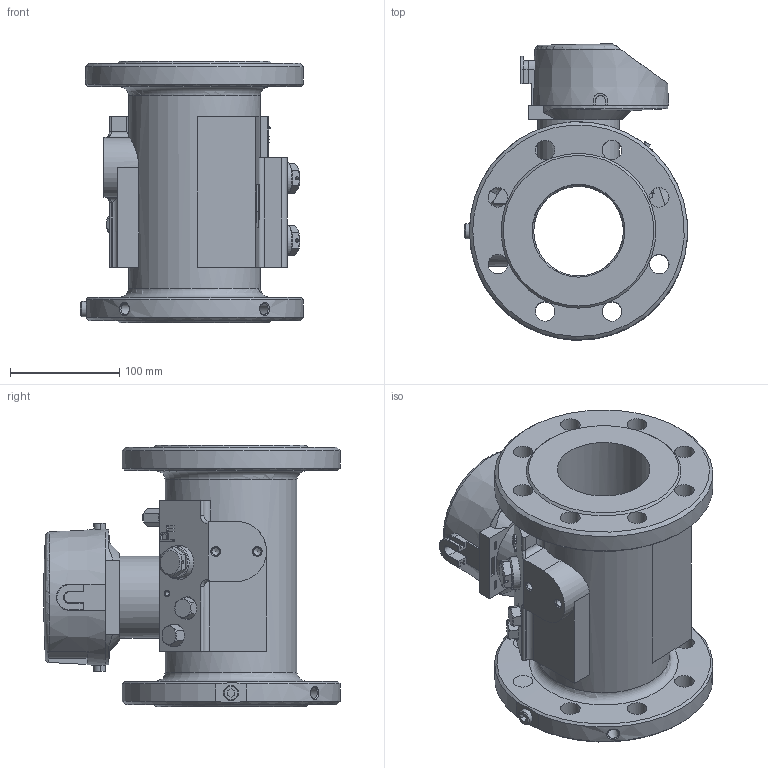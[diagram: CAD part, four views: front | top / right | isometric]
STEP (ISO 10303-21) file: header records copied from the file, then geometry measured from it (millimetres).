
FILE_DESCRIPTION(('STEP AP203'), '1');
FILE_NAME(' TRZ DN80 ñëåâà-íàïðàâî', '2014-08-08T08:41:53', (' '), (''), 'ASCON STEP Converter 1.3', 'ASCON Math Kernel', '');
FILE_SCHEMA(('CONFIG_CONTROL_DESIGN'));
Length unit declared in the file: millimetre
Products named in the file (10): 11; 12; 13; 14; 15; 16; 17; 18; 19; 20
Assembly tree (12 placements, depth 2):
  11
    12  x3
    13
    14
    15
    16  x2
    17
    18
    19
    20
Bounding box: 204.36 x 271.56 x 239.59 mm (x, y, z)
Volume: 3648236.8 mm3; surface area: 425072.2 mm2
Topology: 12 solids, 12 shells, 547 faces, 1588 edges, 1115 vertices
Faces by surface type: plane 252, cylinder 134, cone 82, bspline 58, torus 18, sphere 3
Full cylindrical faces by diameter (mm): 2 x1, 3 x5, 4.2 x2, 6 x3, 6.2 x1, 7 x2, 8.16 x2, 8.2 x1, 8.43 x1, 8.461 x2, 9 x2, 9.4 x1, 10 x6, 10.5 x1, 12 x1, 13.83 x1, 14 x2, 18 x19, 18.631 x3, 20.95 x3, 21 x2, 22 x3, 27 x3, 30 x4, 31 x3, 39 x1, 43.376 x1, 62 x1, 62.4 x2, 67.2 x1
Entity records: 32118 total; most frequent: CARTESIAN_POINT 18795, ORIENTED_EDGE 2794, DIRECTION 2390, EDGE_CURVE 1397, VERTEX_POINT 981, AXIS2_PLACEMENT_3D 897, LINE 596, VECTOR 596
